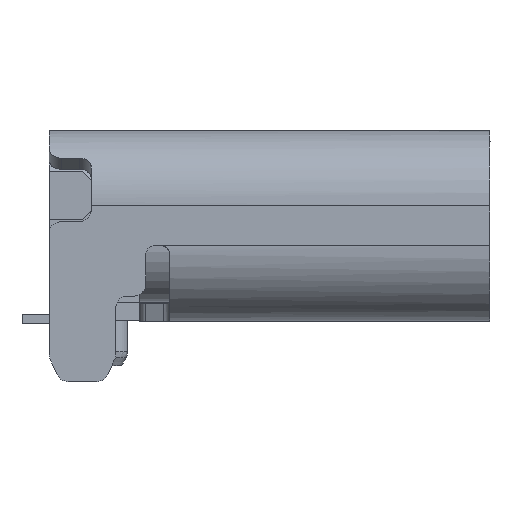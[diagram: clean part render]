
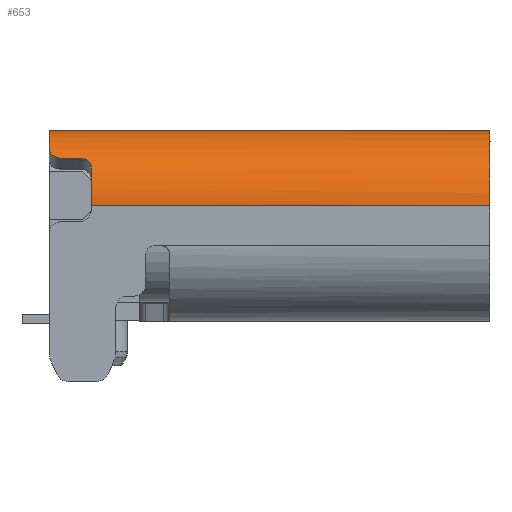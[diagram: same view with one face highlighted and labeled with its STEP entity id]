
A CAD part, left-side view. The second image highlights one B-rep face of the part: STEP entity #653.
In plain terms, the highlighted cylindrical face has radius 1.25 mm (diameter 2.5 mm), a partial arc.
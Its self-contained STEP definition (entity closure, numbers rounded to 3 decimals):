
#162=B_SPLINE_CURVE_WITH_KNOTS('',3,(#15606,#15607,#15608,#15609,#15610,
#15611,#15612,#15613,#15614,#15615,#15616,#15617,#15618,#15619,#15620,#15621),
 .UNSPECIFIED.,.F.,.F.,(4,3,3,3,3,4),(0.,0.215,0.429,
0.643,0.857,1.),.UNSPECIFIED.);
#164=B_SPLINE_CURVE_WITH_KNOTS('',3,(#15648,#15649,#15650,#15651,#15652,
#15653,#15654,#15655,#15656,#15657,#15658,#15659,#15660,#15661,#15662,#15663),
 .UNSPECIFIED.,.F.,.F.,(4,3,3,3,3,4),(0.,0.215,0.429,
0.642,0.855,1.),.UNSPECIFIED.);
#653=ADVANCED_FACE('',(#1342),#1195,.T.);
#1195=CYLINDRICAL_SURFACE('',#11524,1.25);
#1342=FACE_OUTER_BOUND('',#1889,.T.);
#1889=EDGE_LOOP('',(#5256,#5257,#5258,#5259,#5260,#5261,#5262,#5263,#5264,
#5265));
#2519=LINE('',#15600,#3848);
#2532=LINE('',#15707,#3861);
#2533=LINE('',#15708,#3862);
#3848=VECTOR('',#12500,1.);
#3861=VECTOR('',#12539,1.);
#3862=VECTOR('',#12540,1.);
#5256=ORIENTED_EDGE('',*,*,#9631,.T.);
#5257=ORIENTED_EDGE('',*,*,#9622,.F.);
#5258=ORIENTED_EDGE('',*,*,#9625,.T.);
#5259=ORIENTED_EDGE('',*,*,#9528,.F.);
#5260=ORIENTED_EDGE('',*,*,#9645,.F.);
#5261=ORIENTED_EDGE('',*,*,#9627,.F.);
#5262=ORIENTED_EDGE('',*,*,#9646,.F.);
#5263=ORIENTED_EDGE('',*,*,#9620,.T.);
#5264=ORIENTED_EDGE('',*,*,#9647,.F.);
#5265=ORIENTED_EDGE('',*,*,#9637,.F.);
#8441=VERTEX_POINT('',#15389);
#8443=VERTEX_POINT('',#15392);
#8511=VERTEX_POINT('',#15557);
#8530=VERTEX_POINT('',#15594);
#8532=VERTEX_POINT('',#15599);
#8533=VERTEX_POINT('',#15601);
#8535=VERTEX_POINT('',#15640);
#8536=VERTEX_POINT('',#15641);
#8539=VERTEX_POINT('',#15664);
#8543=VERTEX_POINT('',#15691);
#9528=EDGE_CURVE('',#8441,#8443,#11174,.T.);
#9620=EDGE_CURVE('',#8511,#8530,#11200,.T.);
#9622=EDGE_CURVE('',#8532,#8533,#2519,.T.);
#9625=EDGE_CURVE('',#8532,#8443,#162,.T.);
#9627=EDGE_CURVE('',#8535,#8536,#11201,.T.);
#9631=EDGE_CURVE('',#8539,#8533,#164,.T.);
#9637=EDGE_CURVE('',#8539,#8543,#11203,.T.);
#9645=EDGE_CURVE('',#8536,#8441,#11206,.T.);
#9646=EDGE_CURVE('',#8511,#8535,#2532,.T.);
#9647=EDGE_CURVE('',#8543,#8530,#2533,.T.);
#11174=CIRCLE('',#11465,1.25);
#11200=CIRCLE('',#11509,1.25);
#11201=CIRCLE('',#11513,1.25);
#11203=CIRCLE('',#11518,1.25);
#11206=CIRCLE('',#11523,1.25);
#11465=AXIS2_PLACEMENT_3D('',#15391,#12347,#12348);
#11509=AXIS2_PLACEMENT_3D('',#15595,#12495,#12496);
#11513=AXIS2_PLACEMENT_3D('',#15639,#12507,#12508);
#11518=AXIS2_PLACEMENT_3D('',#15690,#12523,#12524);
#11523=AXIS2_PLACEMENT_3D('',#15706,#12537,#12538);
#11524=AXIS2_PLACEMENT_3D('',#15709,#12541,#12542);
#12347=DIRECTION('',(0.,1.,0.));
#12348=DIRECTION('',(0.,0.,-1.));
#12495=DIRECTION('',(0.,1.,0.));
#12496=DIRECTION('',(0.,0.,1.));
#12500=DIRECTION('',(0.,1.,0.));
#12507=DIRECTION('',(0.,1.,0.));
#12508=DIRECTION('',(0.,0.,-1.));
#12523=DIRECTION('',(0.,1.,0.));
#12524=DIRECTION('',(1.,0.,0.));
#12537=DIRECTION('',(0.,1.,0.));
#12538=DIRECTION('',(0.,0.,-1.));
#12539=DIRECTION('',(0.,1.,0.));
#12540=DIRECTION('',(0.,-1.,0.));
#12541=DIRECTION('',(0.,-1.,0.));
#12542=DIRECTION('',(-1.,0.,0.));
#15389=CARTESIAN_POINT('',(-41.397,1.8,7.425));
#15391=CARTESIAN_POINT('',(-40.22,1.8,7.005));
#15392=CARTESIAN_POINT('',(-41.301,1.8,7.632));
#15557=CARTESIAN_POINT('',(-41.47,-4.8,7.005));
#15594=CARTESIAN_POINT('',(-40.22,-4.8,8.255));
#15595=CARTESIAN_POINT('',(-40.22,-4.8,7.005));
#15599=CARTESIAN_POINT('',(-41.187,2.,7.797));
#15600=CARTESIAN_POINT('',(-41.187,6056937.691,7.797));
#15601=CARTESIAN_POINT('',(-41.187,2.3,7.797));
#15606=CARTESIAN_POINT('',(-41.187,2.,7.797));
#15607=CARTESIAN_POINT('',(-41.187,1.978,7.797));
#15608=CARTESIAN_POINT('',(-41.19,1.955,7.794));
#15609=CARTESIAN_POINT('',(-41.194,1.934,7.788));
#15610=CARTESIAN_POINT('',(-41.199,1.913,7.782));
#15611=CARTESIAN_POINT('',(-41.206,1.893,7.774));
#15612=CARTESIAN_POINT('',(-41.214,1.875,7.763));
#15613=CARTESIAN_POINT('',(-41.223,1.858,7.751));
#15614=CARTESIAN_POINT('',(-41.233,1.842,7.738));
#15615=CARTESIAN_POINT('',(-41.244,1.83,7.722));
#15616=CARTESIAN_POINT('',(-41.255,1.819,7.707));
#15617=CARTESIAN_POINT('',(-41.267,1.81,7.689));
#15618=CARTESIAN_POINT('',(-41.278,1.805,7.671));
#15619=CARTESIAN_POINT('',(-41.286,1.802,7.658));
#15620=CARTESIAN_POINT('',(-41.294,1.8,7.645));
#15621=CARTESIAN_POINT('',(-41.301,1.8,7.632));
#15639=CARTESIAN_POINT('',(-40.22,1.8,7.005));
#15640=CARTESIAN_POINT('',(-41.47,1.8,7.005));
#15641=CARTESIAN_POINT('',(-41.455,1.8,7.198));
#15648=CARTESIAN_POINT('',(-41.048,2.5,7.942));
#15649=CARTESIAN_POINT('',(-41.065,2.5,7.927));
#15650=CARTESIAN_POINT('',(-41.081,2.496,7.911));
#15651=CARTESIAN_POINT('',(-41.096,2.489,7.896));
#15652=CARTESIAN_POINT('',(-41.111,2.482,7.881));
#15653=CARTESIAN_POINT('',(-41.126,2.471,7.867));
#15654=CARTESIAN_POINT('',(-41.137,2.457,7.854));
#15655=CARTESIAN_POINT('',(-41.149,2.443,7.841));
#15656=CARTESIAN_POINT('',(-41.159,2.426,7.83));
#15657=CARTESIAN_POINT('',(-41.167,2.407,7.821));
#15658=CARTESIAN_POINT('',(-41.175,2.388,7.812));
#15659=CARTESIAN_POINT('',(-41.181,2.367,7.805));
#15660=CARTESIAN_POINT('',(-41.184,2.345,7.801));
#15661=CARTESIAN_POINT('',(-41.186,2.331,7.798));
#15662=CARTESIAN_POINT('',(-41.187,2.315,7.797));
#15663=CARTESIAN_POINT('',(-41.187,2.3,7.797));
#15664=CARTESIAN_POINT('',(-41.048,2.5,7.942));
#15690=CARTESIAN_POINT('',(-40.22,2.5,7.005));
#15691=CARTESIAN_POINT('',(-40.22,2.5,8.255));
#15706=CARTESIAN_POINT('',(-40.22,1.8,7.005));
#15707=CARTESIAN_POINT('',(-41.47,2.5,7.005));
#15708=CARTESIAN_POINT('',(-40.22,2.5,8.255));
#15709=CARTESIAN_POINT('',(-40.22,6056937.691,7.005));
